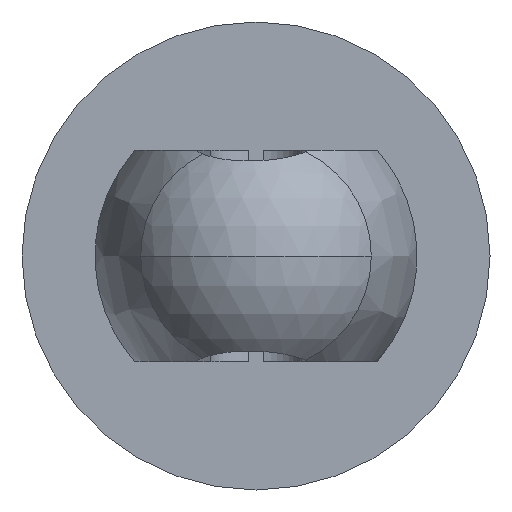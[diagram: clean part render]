
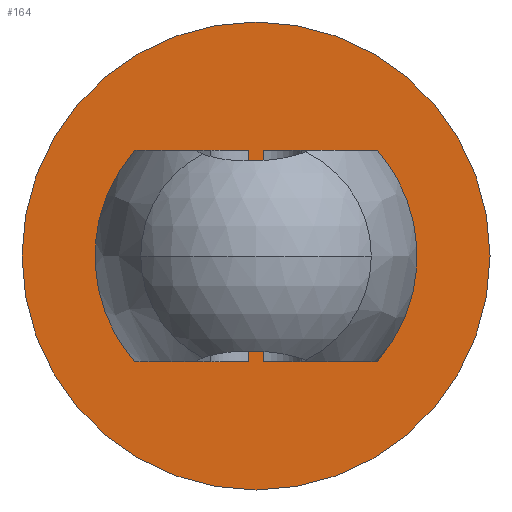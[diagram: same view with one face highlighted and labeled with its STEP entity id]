
A CAD part, front view. The second image highlights one B-rep face of the part: STEP entity #164.
In plain terms, the highlighted planar face has unit normal (0, -1, 0).
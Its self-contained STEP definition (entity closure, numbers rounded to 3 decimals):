
#8 = DIRECTION ( 'NONE',  ( -1., 0., 0. ) ) ;
#20 = VERTEX_POINT ( 'NONE', #613 ) ;
#45 = DIRECTION ( 'NONE',  ( 0., 0., 1. ) ) ;
#52 = DIRECTION ( 'NONE',  ( 0., -1., 0. ) ) ;
#67 = EDGE_CURVE ( 'NONE', #1557, #1285, #804, .T. ) ;
#72 = CARTESIAN_POINT ( 'NONE',  ( 0., -0.006, 0. ) ) ;
#95 = DIRECTION ( 'NONE',  ( -1., 0., 0. ) ) ;
#101 = EDGE_LOOP ( 'NONE', ( #1023, #1202, #328, #1435 ) ) ;
#132 = VERTEX_POINT ( 'NONE', #1309 ) ;
#136 = CARTESIAN_POINT ( 'NONE',  ( 0.628, -0.006, -1.04 ) ) ;
#157 = VECTOR ( 'NONE', #95, 1000. ) ;
#158 = DIRECTION ( 'NONE',  ( 0., 0., 1. ) ) ;
#164 = ADVANCED_FACE ( 'NONE', ( #929, #282, #1193 ), #1436, .F. ) ;
#218 = EDGE_LOOP ( 'NONE', ( #1421, #1001 ) ) ;
#235 = LINE ( 'NONE', #1592, #1473 ) ;
#238 = EDGE_CURVE ( 'NONE', #1162, #1557, #1077, .T. ) ;
#252 = CARTESIAN_POINT ( 'NONE',  ( 0., -0.006, 2.3 ) ) ;
#278 = CARTESIAN_POINT ( 'NONE',  ( 0.075, -0.006, -1.04 ) ) ;
#282 = FACE_BOUND ( 'NONE', #101, .T. ) ;
#301 = DIRECTION ( 'NONE',  ( 0., -1., 0. ) ) ;
#307 = DIRECTION ( 'NONE',  ( 0., 1., 0. ) ) ;
#316 = AXIS2_PLACEMENT_3D ( 'NONE', #1568, #52, #45 ) ;
#328 = ORIENTED_EDGE ( 'NONE', *, *, #238, .F. ) ;
#336 = VERTEX_POINT ( 'NONE', #759 ) ;
#342 = VERTEX_POINT ( 'NONE', #136 ) ;
#357 = DIRECTION ( 'NONE',  ( 0., 0., -1. ) ) ;
#395 = CIRCLE ( 'NONE', #605, 2.3 ) ;
#401 = CARTESIAN_POINT ( 'NONE',  ( -0.628, -0.006, -1.04 ) ) ;
#465 = ORIENTED_EDGE ( 'NONE', *, *, #1057, .F. ) ;
#510 = CARTESIAN_POINT ( 'NONE',  ( 0., -0.006, 0. ) ) ;
#537 = DIRECTION ( 'NONE',  ( 0., 0., -1. ) ) ;
#566 = CARTESIAN_POINT ( 'NONE',  ( -2.328, -0.006, -2.328 ) ) ;
#605 = AXIS2_PLACEMENT_3D ( 'NONE', #510, #1247, #1000 ) ;
#608 = CIRCLE ( 'NONE', #995, 1.215 ) ;
#613 = CARTESIAN_POINT ( 'NONE',  ( -0.628, -0.006, 1.04 ) ) ;
#637 = DIRECTION ( 'NONE',  ( 0., 1., 0. ) ) ;
#682 = CARTESIAN_POINT ( 'NONE',  ( -0.075, -0.006, -2.328 ) ) ;
#685 = ORIENTED_EDGE ( 'NONE', *, *, #1316, .F. ) ;
#703 = VERTEX_POINT ( 'NONE', #252 ) ;
#713 = DIRECTION ( 'NONE',  ( 1., 0., 0. ) ) ;
#721 = EDGE_CURVE ( 'NONE', #703, #336, #395, .T. ) ;
#728 = LINE ( 'NONE', #963, #157 ) ;
#754 = CARTESIAN_POINT ( 'NONE',  ( 0., -0.006, 0. ) ) ;
#759 = CARTESIAN_POINT ( 'NONE',  ( 0., -0.006, -2.3 ) ) ;
#786 = VERTEX_POINT ( 'NONE', #278 ) ;
#800 = CARTESIAN_POINT ( 'NONE',  ( -0.075, -0.006, 1.04 ) ) ;
#804 = LINE ( 'NONE', #682, #1289 ) ;
#812 = VECTOR ( 'NONE', #1317, 1000. ) ;
#836 = VECTOR ( 'NONE', #357, 1000. ) ;
#889 = VECTOR ( 'NONE', #713, 1000. ) ;
#919 = CIRCLE ( 'NONE', #316, 1.215 ) ;
#923 = LINE ( 'NONE', #1427, #812 ) ;
#929 = FACE_OUTER_BOUND ( 'NONE', #218, .T. ) ;
#963 = CARTESIAN_POINT ( 'NONE',  ( -2.328, -0.006, 1.04 ) ) ;
#967 = EDGE_CURVE ( 'NONE', #20, #1162, #919, .T. ) ;
#988 = CARTESIAN_POINT ( 'NONE',  ( 0.075, -0.006, -2.328 ) ) ;
#995 = AXIS2_PLACEMENT_3D ( 'NONE', #72, #301, #1552 ) ;
#1000 = DIRECTION ( 'NONE',  ( 0., 0., -1. ) ) ;
#1001 = ORIENTED_EDGE ( 'NONE', *, *, #721, .F. ) ;
#1010 = CARTESIAN_POINT ( 'NONE',  ( 0.075, -0.006, 1.04 ) ) ;
#1023 = ORIENTED_EDGE ( 'NONE', *, *, #1362, .F. ) ;
#1057 = EDGE_CURVE ( 'NONE', #1576, #786, #1471, .T. ) ;
#1077 = LINE ( 'NONE', #1454, #889 ) ;
#1101 = AXIS2_PLACEMENT_3D ( 'NONE', #754, #637, #537 ) ;
#1108 = EDGE_CURVE ( 'NONE', #132, #1576, #235, .T. ) ;
#1119 = EDGE_CURVE ( 'NONE', #336, #703, #1394, .T. ) ;
#1138 = CARTESIAN_POINT ( 'NONE',  ( -0.075, -0.006, -1.04 ) ) ;
#1162 = VERTEX_POINT ( 'NONE', #401 ) ;
#1193 = FACE_BOUND ( 'NONE', #1343, .T. ) ;
#1202 = ORIENTED_EDGE ( 'NONE', *, *, #67, .F. ) ;
#1247 = DIRECTION ( 'NONE',  ( 0., 1., 0. ) ) ;
#1261 = ORIENTED_EDGE ( 'NONE', *, *, #1287, .F. ) ;
#1285 = VERTEX_POINT ( 'NONE', #800 ) ;
#1287 = EDGE_CURVE ( 'NONE', #342, #132, #608, .T. ) ;
#1289 = VECTOR ( 'NONE', #158, 1000. ) ;
#1309 = CARTESIAN_POINT ( 'NONE',  ( 0.628, -0.006, 1.04 ) ) ;
#1315 = DIRECTION ( 'NONE',  ( 0., 0., 1. ) ) ;
#1316 = EDGE_CURVE ( 'NONE', #786, #342, #923, .T. ) ;
#1317 = DIRECTION ( 'NONE',  ( 1., 0., 0. ) ) ;
#1343 = EDGE_LOOP ( 'NONE', ( #685, #465, #1423, #1261 ) ) ;
#1362 = EDGE_CURVE ( 'NONE', #1285, #20, #728, .T. ) ;
#1394 = CIRCLE ( 'NONE', #1101, 2.3 ) ;
#1421 = ORIENTED_EDGE ( 'NONE', *, *, #1119, .F. ) ;
#1423 = ORIENTED_EDGE ( 'NONE', *, *, #1108, .F. ) ;
#1427 = CARTESIAN_POINT ( 'NONE',  ( -2.328, -0.006, -1.04 ) ) ;
#1435 = ORIENTED_EDGE ( 'NONE', *, *, #967, .F. ) ;
#1436 = PLANE ( 'NONE',  #1572 ) ;
#1454 = CARTESIAN_POINT ( 'NONE',  ( -2.328, -0.006, -1.04 ) ) ;
#1471 = LINE ( 'NONE', #988, #836 ) ;
#1473 = VECTOR ( 'NONE', #8, 1000. ) ;
#1552 = DIRECTION ( 'NONE',  ( 0., 0., 1. ) ) ;
#1557 = VERTEX_POINT ( 'NONE', #1138 ) ;
#1568 = CARTESIAN_POINT ( 'NONE',  ( 0., -0.006, 0. ) ) ;
#1572 = AXIS2_PLACEMENT_3D ( 'NONE', #566, #307, #1315 ) ;
#1576 = VERTEX_POINT ( 'NONE', #1010 ) ;
#1592 = CARTESIAN_POINT ( 'NONE',  ( -2.328, -0.006, 1.04 ) ) ;
